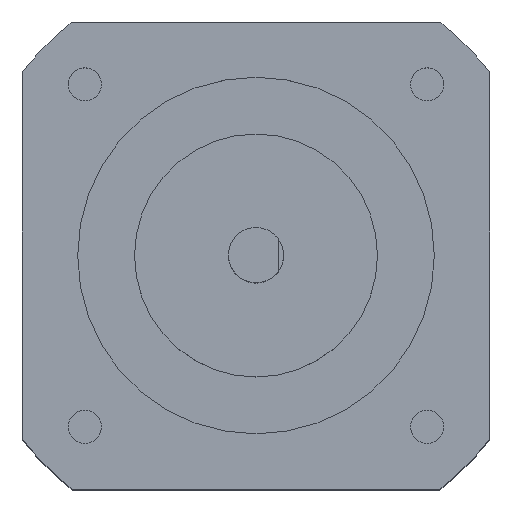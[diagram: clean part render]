
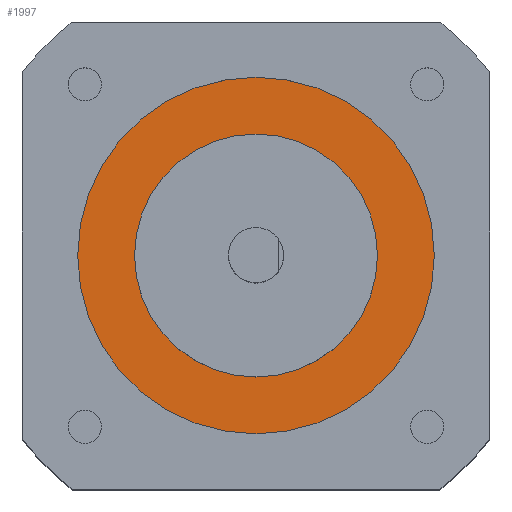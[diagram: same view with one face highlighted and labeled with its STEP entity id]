
A CAD part, top view. The second image highlights one B-rep face of the part: STEP entity #1997.
In plain terms, the highlighted planar face has unit normal (0, 0, 1).
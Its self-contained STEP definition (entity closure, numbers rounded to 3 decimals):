
#1497 = CYLINDRICAL_SURFACE('',#1498,16.15);
#1498 = AXIS2_PLACEMENT_3D('',#1499,#1500,#1501);
#1499 = CARTESIAN_POINT('',(0.,0.,47.));
#1500 = DIRECTION('',(0.,0.,1.));
#1501 = DIRECTION('',(1.,0.,0.));
#1927 = VERTEX_POINT('',#1928);
#1928 = CARTESIAN_POINT('',(16.15,0.,46.5));
#1951 = EDGE_CURVE('',#1927,#1927,#1952,.T.);
#1952 = SURFACE_CURVE('',#1953,(#1958,#1965),.PCURVE_S1.);
#1953 = CIRCLE('',#1954,16.15);
#1954 = AXIS2_PLACEMENT_3D('',#1955,#1956,#1957);
#1955 = CARTESIAN_POINT('',(0.,0.,46.5));
#1956 = DIRECTION('',(0.,0.,1.));
#1957 = DIRECTION('',(1.,0.,0.));
#1958 = PCURVE('',#1497,#1959);
#1959 = DEFINITIONAL_REPRESENTATION('',(#1960),#1964);
#1960 = LINE('',#1961,#1962);
#1961 = CARTESIAN_POINT('',(0.,-0.5));
#1962 = VECTOR('',#1963,1.);
#1963 = DIRECTION('',(1.,0.));
#1964 = ( GEOMETRIC_REPRESENTATION_CONTEXT(2) 
PARAMETRIC_REPRESENTATION_CONTEXT() REPRESENTATION_CONTEXT('2D SPACE',''
  ) );
#1965 = PCURVE('',#1966,#1971);
#1966 = PLANE('',#1967);
#1967 = AXIS2_PLACEMENT_3D('',#1968,#1969,#1970);
#1968 = CARTESIAN_POINT('',(16.15,0.,46.5));
#1969 = DIRECTION('',(0.,0.,-1.));
#1970 = DIRECTION('',(-1.,0.,0.));
#1971 = DEFINITIONAL_REPRESENTATION('',(#1972),#1980);
#1972 = ( BOUNDED_CURVE() B_SPLINE_CURVE(2,(#1973,#1974,#1975,#1976,
#1977,#1978,#1979),.UNSPECIFIED.,.F.,.F.) B_SPLINE_CURVE_WITH_KNOTS((1,2
    ,2,2,2,1),(-2.094,0.,2.094,4.189,
6.283,8.378),.UNSPECIFIED.) CURVE() 
GEOMETRIC_REPRESENTATION_ITEM() RATIONAL_B_SPLINE_CURVE((1.,0.5,1.,0.5,
1.,0.5,1.)) REPRESENTATION_ITEM('') );
#1973 = CARTESIAN_POINT('',(0.,0.));
#1974 = CARTESIAN_POINT('',(0.,27.973));
#1975 = CARTESIAN_POINT('',(24.225,13.986));
#1976 = CARTESIAN_POINT('',(48.45,0.));
#1977 = CARTESIAN_POINT('',(24.225,-13.986));
#1978 = CARTESIAN_POINT('',(0.,-27.973));
#1979 = CARTESIAN_POINT('',(0.,0.));
#1980 = ( GEOMETRIC_REPRESENTATION_CONTEXT(2) 
PARAMETRIC_REPRESENTATION_CONTEXT() REPRESENTATION_CONTEXT('2D SPACE',''
  ) );
#1997 = ADVANCED_FACE('',(#1998,#2001),#1966,.F.);
#1998 = FACE_BOUND('',#1999,.F.);
#1999 = EDGE_LOOP('',(#2000));
#2000 = ORIENTED_EDGE('',*,*,#1951,.F.);
#2001 = FACE_BOUND('',#2002,.F.);
#2002 = EDGE_LOOP('',(#2003));
#2003 = ORIENTED_EDGE('',*,*,#2004,.T.);
#2004 = EDGE_CURVE('',#2005,#2005,#2007,.T.);
#2005 = VERTEX_POINT('',#2006);
#2006 = CARTESIAN_POINT('',(11.,0.,46.5));
#2007 = SURFACE_CURVE('',#2008,(#2013,#2024),.PCURVE_S1.);
#2008 = CIRCLE('',#2009,11.);
#2009 = AXIS2_PLACEMENT_3D('',#2010,#2011,#2012);
#2010 = CARTESIAN_POINT('',(0.,0.,46.5));
#2011 = DIRECTION('',(0.,0.,1.));
#2012 = DIRECTION('',(1.,0.,0.));
#2013 = PCURVE('',#1966,#2014);
#2014 = DEFINITIONAL_REPRESENTATION('',(#2015),#2023);
#2015 = ( BOUNDED_CURVE() B_SPLINE_CURVE(2,(#2016,#2017,#2018,#2019,
#2020,#2021,#2022),.UNSPECIFIED.,.F.,.F.) B_SPLINE_CURVE_WITH_KNOTS((1,2
    ,2,2,2,1),(-2.094,0.,2.094,4.189,
6.283,8.378),.UNSPECIFIED.) CURVE() 
GEOMETRIC_REPRESENTATION_ITEM() RATIONAL_B_SPLINE_CURVE((1.,0.5,1.,0.5,
1.,0.5,1.)) REPRESENTATION_ITEM('') );
#2016 = CARTESIAN_POINT('',(5.15,0.));
#2017 = CARTESIAN_POINT('',(5.15,19.053));
#2018 = CARTESIAN_POINT('',(21.65,9.526));
#2019 = CARTESIAN_POINT('',(38.15,0.));
#2020 = CARTESIAN_POINT('',(21.65,-9.526));
#2021 = CARTESIAN_POINT('',(5.15,-19.053));
#2022 = CARTESIAN_POINT('',(5.15,0.));
#2023 = ( GEOMETRIC_REPRESENTATION_CONTEXT(2) 
PARAMETRIC_REPRESENTATION_CONTEXT() REPRESENTATION_CONTEXT('2D SPACE',''
  ) );
#2024 = PCURVE('',#2025,#2030);
#2025 = CYLINDRICAL_SURFACE('',#2026,11.);
#2026 = AXIS2_PLACEMENT_3D('',#2027,#2028,#2029);
#2027 = CARTESIAN_POINT('',(0.,0.,46.5));
#2028 = DIRECTION('',(-0.,-0.,-1.));
#2029 = DIRECTION('',(1.,0.,0.));
#2030 = DEFINITIONAL_REPRESENTATION('',(#2031),#2035);
#2031 = LINE('',#2032,#2033);
#2032 = CARTESIAN_POINT('',(-0.,0.));
#2033 = VECTOR('',#2034,1.);
#2034 = DIRECTION('',(-1.,0.));
#2035 = ( GEOMETRIC_REPRESENTATION_CONTEXT(2) 
PARAMETRIC_REPRESENTATION_CONTEXT() REPRESENTATION_CONTEXT('2D SPACE',''
  ) );
